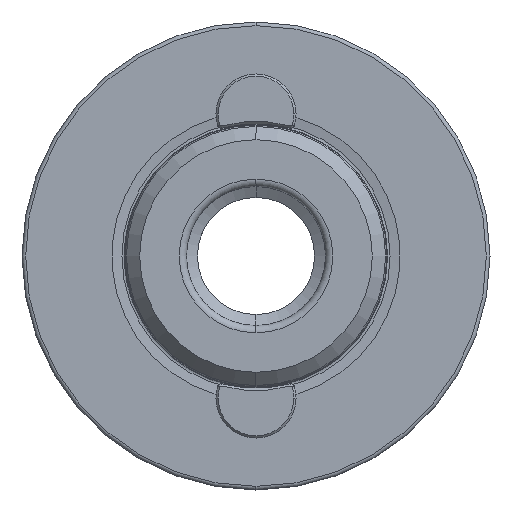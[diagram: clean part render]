
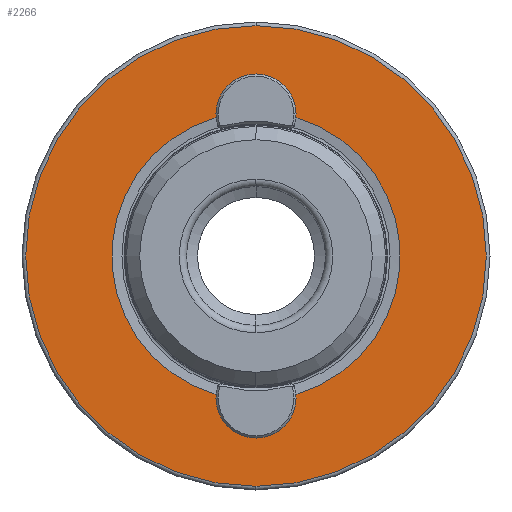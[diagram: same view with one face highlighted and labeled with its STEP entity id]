
A CAD part, left-side view. The second image highlights one B-rep face of the part: STEP entity #2266.
In plain terms, the highlighted planar face has unit normal (-1, 0, 0).
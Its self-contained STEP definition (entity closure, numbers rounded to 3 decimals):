
#78 = VERTEX_POINT ( 'NONE', #400 ) ;
#140 = EDGE_CURVE ( 'NONE', #3694, #3002, #708, .T. ) ;
#170 = EDGE_CURVE ( 'NONE', #3002, #3694, #1187, .T. ) ;
#260 = CARTESIAN_POINT ( 'NONE',  ( 0., 0., 0. ) ) ;
#276 = DIRECTION ( 'NONE',  ( -1., 0., 0. ) ) ;
#286 = CARTESIAN_POINT ( 'NONE',  ( 0., 0., 21.5 ) ) ;
#329 = CARTESIAN_POINT ( 'NONE',  ( 0., 0., -21.5 ) ) ;
#400 = CARTESIAN_POINT ( 'NONE',  ( 0., 2.305, 19.58 ) ) ;
#445 = CIRCLE ( 'NONE', #1701, 3. ) ;
#514 = CARTESIAN_POINT ( 'NONE',  ( 0., 0., 21.5 ) ) ;
#521 = VERTEX_POINT ( 'NONE', #3453 ) ;
#608 = ORIENTED_EDGE ( 'NONE', *, *, #140, .T. ) ;
#663 = VERTEX_POINT ( 'NONE', #844 ) ;
#708 = CIRCLE ( 'NONE', #1549, 31.5 ) ;
#756 = CARTESIAN_POINT ( 'NONE',  ( 0., -2.305, 19.58 ) ) ;
#813 = EDGE_CURVE ( 'NONE', #3004, #1119, #2735, .T. ) ;
#844 = CARTESIAN_POINT ( 'NONE',  ( 0., 0., -24.5 ) ) ;
#855 = DIRECTION ( 'NONE',  ( -1., 0., 0. ) ) ;
#866 = AXIS2_PLACEMENT_3D ( 'NONE', #286, #1220, #3128 ) ;
#919 = DIRECTION ( 'NONE',  ( 0., 0., -1. ) ) ;
#1109 = CARTESIAN_POINT ( 'NONE',  ( 0., 2.305, -19.58 ) ) ;
#1119 = VERTEX_POINT ( 'NONE', #756 ) ;
#1176 = CARTESIAN_POINT ( 'NONE',  ( 0., 0., 0. ) ) ;
#1187 = CIRCLE ( 'NONE', #2765, 31.5 ) ;
#1220 = DIRECTION ( 'NONE',  ( -1., 0., 0. ) ) ;
#1303 = DIRECTION ( 'NONE',  ( -1., 0., 0. ) ) ;
#1523 = AXIS2_PLACEMENT_3D ( 'NONE', #1809, #2100, #919 ) ;
#1537 = CIRCLE ( 'NONE', #3516, 19.715 ) ;
#1549 = AXIS2_PLACEMENT_3D ( 'NONE', #2586, #2076, #3080 ) ;
#1698 = ORIENTED_EDGE ( 'NONE', *, *, #2984, .F. ) ;
#1701 = AXIS2_PLACEMENT_3D ( 'NONE', #514, #2592, #2292 ) ;
#1755 = EDGE_LOOP ( 'NONE', ( #1698, #3142, #2232, #3048, #2431, #3683 ) ) ;
#1809 = CARTESIAN_POINT ( 'NONE',  ( 0., 0., -19.715 ) ) ;
#1876 = EDGE_CURVE ( 'NONE', #663, #3004, #3709, .T. ) ;
#1975 = EDGE_CURVE ( 'NONE', #2759, #663, #2907, .T. ) ;
#2076 = DIRECTION ( 'NONE',  ( -1., 0., 0. ) ) ;
#2100 = DIRECTION ( 'NONE',  ( 1., 0., 0. ) ) ;
#2126 = DIRECTION ( 'NONE',  ( 0., 0., 1. ) ) ;
#2136 = ORIENTED_EDGE ( 'NONE', *, *, #170, .T. ) ;
#2232 = ORIENTED_EDGE ( 'NONE', *, *, #3798, .F. ) ;
#2266 = ADVANCED_FACE ( 'NONE', ( #3636, #3890 ), #3600, .F. ) ;
#2292 = DIRECTION ( 'NONE',  ( 0., 0., 1. ) ) ;
#2416 = DIRECTION ( 'NONE',  ( -1., 0., 0. ) ) ;
#2431 = ORIENTED_EDGE ( 'NONE', *, *, #1876, .F. ) ;
#2435 = EDGE_LOOP ( 'NONE', ( #2136, #608 ) ) ;
#2586 = CARTESIAN_POINT ( 'NONE',  ( 0., 0., 0. ) ) ;
#2592 = DIRECTION ( 'NONE',  ( -1., 0., 0. ) ) ;
#2676 = CARTESIAN_POINT ( 'NONE',  ( 0., 0., 0. ) ) ;
#2730 = CARTESIAN_POINT ( 'NONE',  ( 0., 0., -31.5 ) ) ;
#2735 = CIRCLE ( 'NONE', #3761, 19.715 ) ;
#2759 = VERTEX_POINT ( 'NONE', #1109 ) ;
#2765 = AXIS2_PLACEMENT_3D ( 'NONE', #260, #855, #3229 ) ;
#2907 = CIRCLE ( 'NONE', #3649, 3. ) ;
#2956 = CARTESIAN_POINT ( 'NONE',  ( 0., 0., 31.5 ) ) ;
#2984 = EDGE_CURVE ( 'NONE', #78, #2759, #1537, .T. ) ;
#3002 = VERTEX_POINT ( 'NONE', #2956 ) ;
#3004 = VERTEX_POINT ( 'NONE', #3560 ) ;
#3048 = ORIENTED_EDGE ( 'NONE', *, *, #813, .F. ) ;
#3059 = AXIS2_PLACEMENT_3D ( 'NONE', #3385, #1303, #3175 ) ;
#3080 = DIRECTION ( 'NONE',  ( 0., 0., 1. ) ) ;
#3128 = DIRECTION ( 'NONE',  ( 0., 0., 1. ) ) ;
#3142 = ORIENTED_EDGE ( 'NONE', *, *, #3177, .F. ) ;
#3175 = DIRECTION ( 'NONE',  ( 0., 0., 1. ) ) ;
#3177 = EDGE_CURVE ( 'NONE', #521, #78, #445, .T. ) ;
#3179 = DIRECTION ( 'NONE',  ( -1., 0., 0. ) ) ;
#3229 = DIRECTION ( 'NONE',  ( 0., 0., 1. ) ) ;
#3257 = DIRECTION ( 'NONE',  ( 0., 0., 1. ) ) ;
#3385 = CARTESIAN_POINT ( 'NONE',  ( 0., 0., -21.5 ) ) ;
#3389 = CIRCLE ( 'NONE', #866, 3. ) ;
#3453 = CARTESIAN_POINT ( 'NONE',  ( 0., 0., 24.5 ) ) ;
#3516 = AXIS2_PLACEMENT_3D ( 'NONE', #1176, #276, #3257 ) ;
#3560 = CARTESIAN_POINT ( 'NONE',  ( 0., -2.305, -19.58 ) ) ;
#3600 = PLANE ( 'NONE',  #1523 ) ;
#3601 = DIRECTION ( 'NONE',  ( 0., 0., 1. ) ) ;
#3636 = FACE_BOUND ( 'NONE', #1755, .T. ) ;
#3649 = AXIS2_PLACEMENT_3D ( 'NONE', #329, #2416, #2126 ) ;
#3683 = ORIENTED_EDGE ( 'NONE', *, *, #1975, .F. ) ;
#3694 = VERTEX_POINT ( 'NONE', #2730 ) ;
#3709 = CIRCLE ( 'NONE', #3059, 3. ) ;
#3761 = AXIS2_PLACEMENT_3D ( 'NONE', #2676, #3179, #3601 ) ;
#3798 = EDGE_CURVE ( 'NONE', #1119, #521, #3389, .T. ) ;
#3890 = FACE_OUTER_BOUND ( 'NONE', #2435, .T. ) ;
